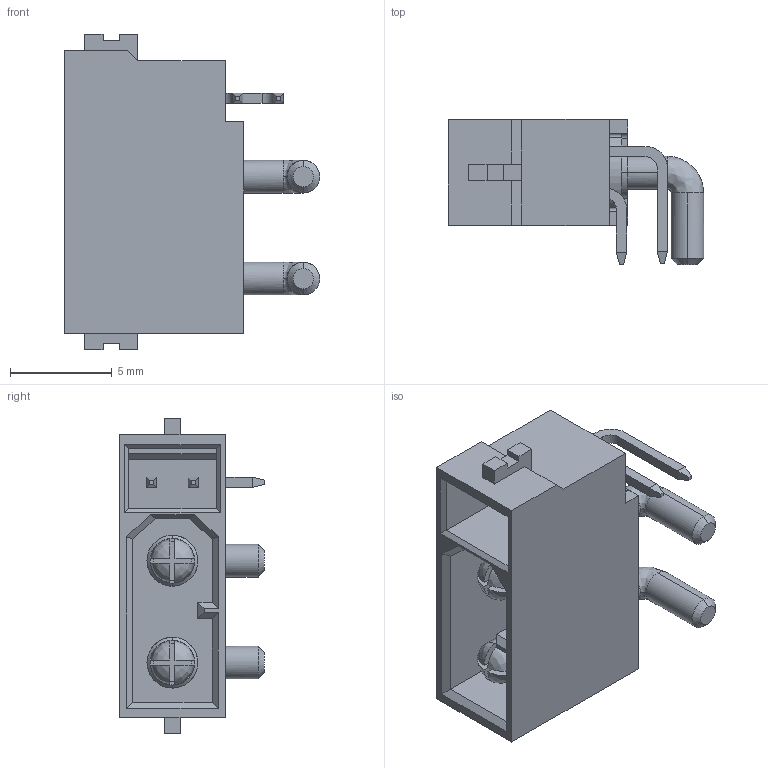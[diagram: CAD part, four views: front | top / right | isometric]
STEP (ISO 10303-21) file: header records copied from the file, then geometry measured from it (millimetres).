
FILE_DESCRIPTION (( 'STEP AP214' ), '1' );
FILE_NAME ('XT30(2+2)PW-M 3D DRAWING.STEP', '2023-08-10T07:15:51', ( '' ), ( '' ), 'SwSTEP 2.0', 'SolidWorks 2020', '' );
FILE_SCHEMA (( 'AUTOMOTIVE_DESIGN' ));
Length unit declared in the file: millimetre
Products named in the file (1): XT30(2+2)PW-M 3D DRAWING
Bounding box: 12.53 x 7.12 x 15.5 mm (x, y, z)
Volume: 372.1 mm3; surface area: 1013.2 mm2
Topology: 1 solids, 3 shells, 498 faces, 1407 edges, 941 vertices
Faces by surface type: plane 379, cylinder 91, cone 16, bspline 12
Entity records: 18727 total; most frequent: CARTESIAN_POINT 4768, ORIENTED_EDGE 2814, DIRECTION 2446, EDGE_CURVE 1407, LINE 974, VECTOR 974, VERTEX_POINT 941, AXIS2_PLACEMENT_3D 736
